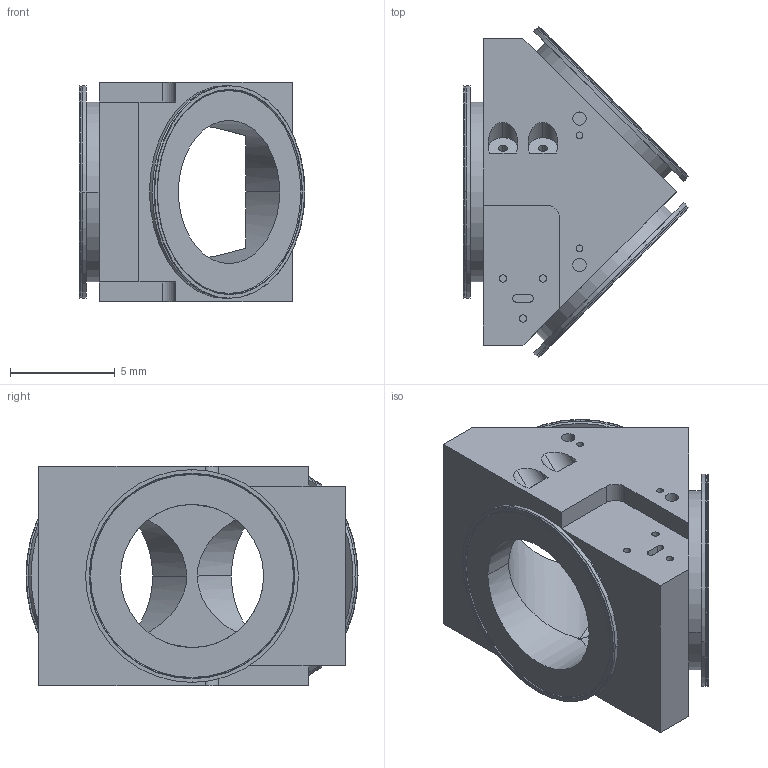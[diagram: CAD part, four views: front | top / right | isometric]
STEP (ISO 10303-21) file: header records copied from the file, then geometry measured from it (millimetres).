
FILE_DESCRIPTION(('produced by SPATIAL CORP'),'2;1');
FILE_NAME( 'main_block.hh.sat.stp','2002-04-19T11:22:15+00:00',('SPATIAL CORP'),( 'SPATIAL CORP'),'ACIS STEP Husk','http://www.spatial.com', 'SPATIAL CORP');
FILE_SCHEMA(('CONFIG_CONTROL_DESIGN'));
Length unit declared in the file: millimetre
Products named in the file (1): PRODUCT_ID_1
Bounding box: 10.77 x 15.82 x 10.48 mm (x, y, z)
Volume: 510 mm3; surface area: 950.3 mm2
Topology: 1 solids, 1 shells, 160 faces, 364 edges, 238 vertices
Faces by surface type: cylinder 84, plane 55, torus 18, cone 3
Entity records: 3888 total; most frequent: ORIENTED_EDGE 722, CARTESIAN_POINT 599, DIRECTION 595, EDGE_CURVE 361, VERTEX_POINT 238, AXIS2_PLACEMENT_3D 234, EDGE_LOOP 199, FACE_BOUND 199
